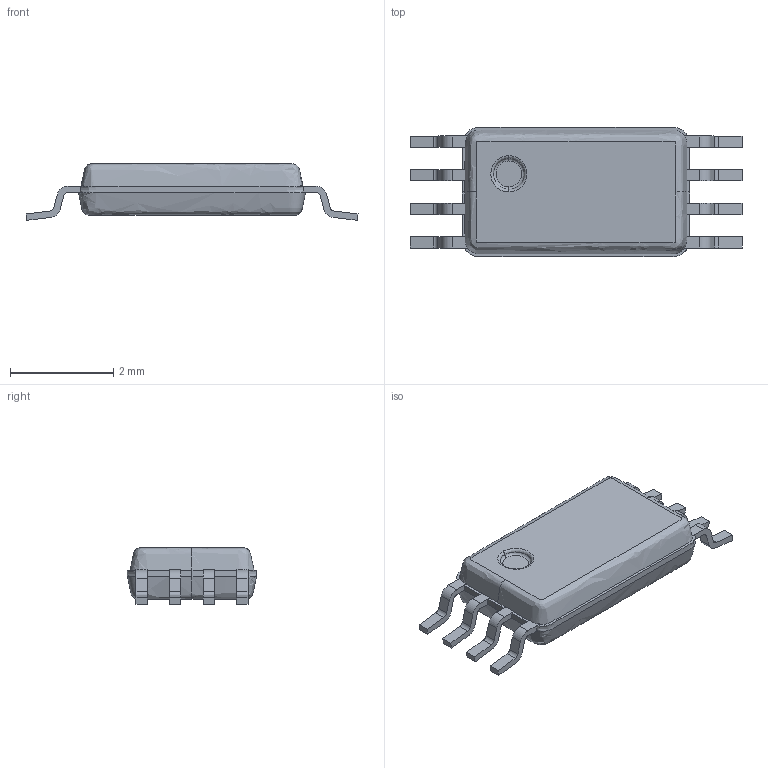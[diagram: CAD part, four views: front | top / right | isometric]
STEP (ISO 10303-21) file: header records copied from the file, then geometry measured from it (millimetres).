
FILE_DESCRIPTION(/* description */ (''),/* implementation_level */ '2;1');
FILE_NAME(/* name */ 'TSSOP-08',/* time_stamp */ '2017-09-25T16:27:32+02:00',/* author */ (''),/* organization */ (''),/* preprocessor_version */ 'ST-DEVELOPER v14',/* originating_system */ '',/* authorisation */ '');
FILE_SCHEMA (('AUTOMOTIVE_DESIGN'));
Length unit declared in the file: millimetre
Products named in the file (1): Document
Bounding box: 6.43 x 2.5 x 1.1 mm (x, y, z)
Volume: 10.4 mm3; surface area: 63.1 mm2
Topology: 5 solids, 5 shells, 127 faces, 364 edges, 240 vertices
Faces by surface type: bspline 108, plane 19
Entity records: 17541 total; most frequent: CARTESIAN_POINT 15233, ORIENTED_EDGE 728, EDGE_CURVE 364, B_SPLINE_CURVE_WITH_KNOTS 354, VERTEX_POINT 240, EDGE_LOOP 128, ADVANCED_FACE 127, FACE_OUTER_BOUND 127
